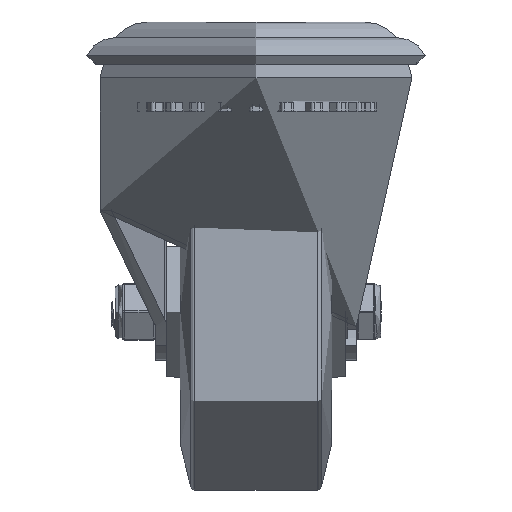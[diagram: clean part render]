
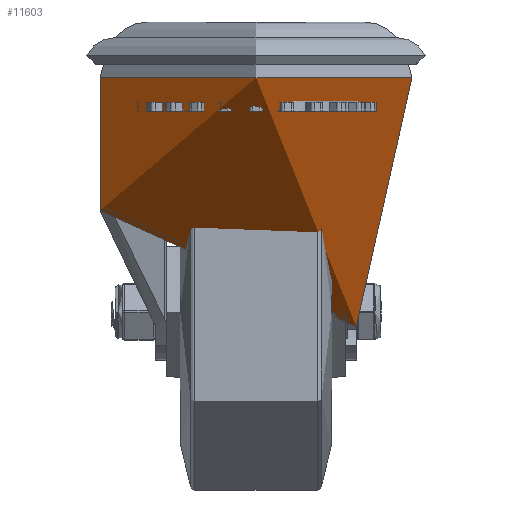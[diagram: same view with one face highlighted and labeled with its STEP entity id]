
A CAD part, left-side view. The second image highlights one B-rep face of the part: STEP entity #11603.
In plain terms, the highlighted cylindrical face has radius 35 mm (diameter 70 mm), a full revolution.
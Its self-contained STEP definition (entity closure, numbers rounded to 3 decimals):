
#199=B_SPLINE_CURVE_WITH_KNOTS('',3,(#18047,#18048,#18049,#18050,#18051,
#18052,#18053,#18054,#18055,#18056,#18057,#18058,#18059,#18060,#18061,#18062,
#18063,#18064,#18065,#18066,#18067,#18068,#18069,#18070,#18071,#18072,#18073,
#18074,#18075,#18076,#18077,#18078,#18079,#18080,#18081,#18082,#18083,#18084,
#18085,#18086,#18087,#18088,#18089,#18090),.UNSPECIFIED.,.F.,.F.,(4,2,2,
2,2,2,2,2,2,2,2,2,2,2,2,2,2,2,2,2,2,4),(6.422,7.254,
8.086,8.917,9.749,10.397,11.045,
11.693,12.341,12.989,13.637,14.285,
14.934,15.765,16.597,17.429,18.26,
19.198,20.136,21.074,22.011,22.093),
 .UNSPECIFIED.);
#200=B_SPLINE_CURVE_WITH_KNOTS('',3,(#18094,#18095,#18096,#18097,#18098,
#18099,#18100,#18101,#18102,#18103),.UNSPECIFIED.,.F.,.F.,(4,2,2,2,4),(-0.839,
-0.739,-0.639,-0.526,-0.413),
 .UNSPECIFIED.);
#201=B_SPLINE_CURVE_WITH_KNOTS('',3,(#18107,#18108,#18109,#18110,#18111,
#18112,#18113,#18114,#18115,#18116),.UNSPECIFIED.,.F.,.F.,(4,2,2,2,4),(-0.426,
-0.314,-0.201,-0.1,0.),
 .UNSPECIFIED.);
#202=B_SPLINE_CURVE_WITH_KNOTS('',3,(#18119,#18120,#18121,#18122,#18123,
#18124,#18125,#18126,#18127,#18128,#18129,#18130),.UNSPECIFIED.,.F.,.F.,
(4,2,2,2,2,4),(2.589,2.671,3.609,4.547,
5.485,6.422),.UNSPECIFIED.);
#867=CYLINDRICAL_SURFACE('',#12639,35.);
#1348=LINE('',#18045,#2352);
#1349=LINE('',#18092,#2353);
#1350=LINE('',#18118,#2354);
#2352=VECTOR('',#14611,35.);
#2353=VECTOR('',#14612,1000.);
#2354=VECTOR('',#14615,1000.);
#3251=FACE_OUTER_BOUND('',#3926,.T.);
#3926=EDGE_LOOP('',(#8925,#8926,#8927,#8928,#8929,#8930,#8931,#8932,#8933,
#8934));
#4653=CIRCLE('',#12623,35.);
#4665=CIRCLE('',#12640,35.);
#5350=VERTEX_POINT('',#18016);
#5359=VERTEX_POINT('',#18044);
#5360=VERTEX_POINT('',#18046);
#5361=VERTEX_POINT('',#18091);
#5362=VERTEX_POINT('',#18093);
#5363=VERTEX_POINT('',#18104);
#5364=VERTEX_POINT('',#18106);
#5365=VERTEX_POINT('',#18117);
#6645=EDGE_CURVE('',#5350,#5350,#4653,.T.);
#6659=EDGE_CURVE('',#5350,#5359,#1348,.T.);
#6660=EDGE_CURVE('',#5359,#5360,#199,.T.);
#6661=EDGE_CURVE('',#5360,#5361,#1349,.T.);
#6662=EDGE_CURVE('',#5362,#5361,#200,.F.);
#6663=EDGE_CURVE('',#5362,#5363,#4665,.T.);
#6664=EDGE_CURVE('',#5364,#5363,#201,.F.);
#6665=EDGE_CURVE('',#5364,#5365,#1350,.T.);
#6666=EDGE_CURVE('',#5365,#5359,#202,.T.);
#8925=ORIENTED_EDGE('',*,*,#6645,.F.);
#8926=ORIENTED_EDGE('',*,*,#6659,.T.);
#8927=ORIENTED_EDGE('',*,*,#6660,.T.);
#8928=ORIENTED_EDGE('',*,*,#6661,.T.);
#8929=ORIENTED_EDGE('',*,*,#6662,.F.);
#8930=ORIENTED_EDGE('',*,*,#6663,.T.);
#8931=ORIENTED_EDGE('',*,*,#6664,.F.);
#8932=ORIENTED_EDGE('',*,*,#6665,.T.);
#8933=ORIENTED_EDGE('',*,*,#6666,.T.);
#8934=ORIENTED_EDGE('',*,*,#6659,.F.);
#11603=ADVANCED_FACE('',(#3251),#867,.T.);
#12623=AXIS2_PLACEMENT_3D('',#18017,#14575,#14576);
#12639=AXIS2_PLACEMENT_3D('',#18043,#14609,#14610);
#12640=AXIS2_PLACEMENT_3D('',#18105,#14613,#14614);
#14575=DIRECTION('center_axis',(0.,0.,1.));
#14576=DIRECTION('ref_axis',(0.,-1.,0.));
#14609=DIRECTION('center_axis',(0.,0.,1.));
#14610=DIRECTION('ref_axis',(0.,-1.,0.));
#14611=DIRECTION('',(0.,0.,-1.));
#14612=DIRECTION('',(0.,0.,1.));
#14613=DIRECTION('center_axis',(0.,0.,1.));
#14614=DIRECTION('ref_axis',(0.,-1.,0.));
#14615=DIRECTION('',(0.,0.,-1.));
#18016=CARTESIAN_POINT('',(0.,35.,-3.009));
#18017=CARTESIAN_POINT('Origin',(0.,0.,-3.009));
#18043=CARTESIAN_POINT('Origin',(0.,0.,-66.511));
#18044=CARTESIAN_POINT('',(0.,35.,-32.843));
#18045=CARTESIAN_POINT('',(0.,35.,-66.511));
#18046=CARTESIAN_POINT('',(26.81,-22.5,-58.876));
#18047=CARTESIAN_POINT('Ctrl Pts',(0.,35.,-32.843));
#18048=CARTESIAN_POINT('Ctrl Pts',(-2.121,35.,-31.057));
#18049=CARTESIAN_POINT('Ctrl Pts',(-4.358,34.805,-29.231));
#18050=CARTESIAN_POINT('Ctrl Pts',(-8.903,33.928,-25.65));
#18051=CARTESIAN_POINT('Ctrl Pts',(-11.209,33.246,-23.894));
#18052=CARTESIAN_POINT('Ctrl Pts',(-15.716,31.368,-20.574));
#18053=CARTESIAN_POINT('Ctrl Pts',(-17.919,30.17,-19.007));
#18054=CARTESIAN_POINT('Ctrl Pts',(-22.053,27.295,-16.151));
#18055=CARTESIAN_POINT('Ctrl Pts',(-23.983,25.617,-14.862));
#18056=CARTESIAN_POINT('Ctrl Pts',(-27.044,22.306,-12.863));
#18057=CARTESIAN_POINT('Ctrl Pts',(-28.333,20.659,-12.039));
#18058=CARTESIAN_POINT('Ctrl Pts',(-30.643,17.046,-10.586));
#18059=CARTESIAN_POINT('Ctrl Pts',(-31.663,15.079,-9.957));
#18060=CARTESIAN_POINT('Ctrl Pts',(-33.319,10.946,-8.947));
#18061=CARTESIAN_POINT('Ctrl Pts',(-33.956,8.775,-8.564));
#18062=CARTESIAN_POINT('Ctrl Pts',(-34.796,4.382,-8.06));
#18063=CARTESIAN_POINT('Ctrl Pts',(-35.,2.16,-7.94));
#18064=CARTESIAN_POINT('Ctrl Pts',(-35.,-2.16,-7.94));
#18065=CARTESIAN_POINT('Ctrl Pts',(-34.796,-4.382,
-8.06));
#18066=CARTESIAN_POINT('Ctrl Pts',(-33.956,-8.775,
-8.564));
#18067=CARTESIAN_POINT('Ctrl Pts',(-33.319,-10.946,
-8.947));
#18068=CARTESIAN_POINT('Ctrl Pts',(-31.663,-15.079,-9.957));
#18069=CARTESIAN_POINT('Ctrl Pts',(-30.643,-17.046,
-10.586));
#18070=CARTESIAN_POINT('Ctrl Pts',(-28.333,-20.659,
-12.039));
#18071=CARTESIAN_POINT('Ctrl Pts',(-27.044,-22.306,
-12.863));
#18072=CARTESIAN_POINT('Ctrl Pts',(-23.983,-25.617,
-14.862));
#18073=CARTESIAN_POINT('Ctrl Pts',(-22.053,-27.295,-16.151));
#18074=CARTESIAN_POINT('Ctrl Pts',(-17.919,-30.17,-19.007));
#18075=CARTESIAN_POINT('Ctrl Pts',(-15.716,-31.368,-20.574));
#18076=CARTESIAN_POINT('Ctrl Pts',(-11.209,-33.246,
-23.894));
#18077=CARTESIAN_POINT('Ctrl Pts',(-8.903,-33.928,-25.65));
#18078=CARTESIAN_POINT('Ctrl Pts',(-4.358,-34.805,
-29.231));
#18079=CARTESIAN_POINT('Ctrl Pts',(-2.121,-35.,-31.057));
#18080=CARTESIAN_POINT('Ctrl Pts',(2.391,-35.,-34.856));
#18081=CARTESIAN_POINT('Ctrl Pts',(4.837,-34.752,-36.991));
#18082=CARTESIAN_POINT('Ctrl Pts',(9.67,-33.728,-41.371));
#18083=CARTESIAN_POINT('Ctrl Pts',(12.056,-32.953,-43.617));
#18084=CARTESIAN_POINT('Ctrl Pts',(16.624,-30.902,-48.075));
#18085=CARTESIAN_POINT('Ctrl Pts',(18.807,-29.625,-50.287));
#18086=CARTESIAN_POINT('Ctrl Pts',(22.853,-26.629,-54.522));
#18087=CARTESIAN_POINT('Ctrl Pts',(24.717,-24.909,-56.544));
#18088=CARTESIAN_POINT('Ctrl Pts',(26.52,-22.841,-58.552));
#18089=CARTESIAN_POINT('Ctrl Pts',(26.665,-22.672,-58.714));
#18090=CARTESIAN_POINT('Ctrl Pts',(26.81,-22.5,-58.876));
#18091=CARTESIAN_POINT('',(26.81,-22.5,-6.508));
#18092=CARTESIAN_POINT('',(26.81,-22.5,-35.259));
#18093=CARTESIAN_POINT('',(28.723,-20.,-4.008));
#18094=CARTESIAN_POINT('Ctrl Pts',(26.81,-22.5,-6.508));
#18095=CARTESIAN_POINT('Ctrl Pts',(26.81,-22.5,-6.173));
#18096=CARTESIAN_POINT('Ctrl Pts',(26.87,-22.429,-5.828));
#18097=CARTESIAN_POINT('Ctrl Pts',(27.087,-22.166,-5.215));
#18098=CARTESIAN_POINT('Ctrl Pts',(27.243,-21.974,-4.947));
#18099=CARTESIAN_POINT('Ctrl Pts',(27.591,-21.536,-4.509));
#18100=CARTESIAN_POINT('Ctrl Pts',(27.813,-21.251,-4.318));
#18101=CARTESIAN_POINT('Ctrl Pts',(28.271,-20.637,-4.068));
#18102=CARTESIAN_POINT('Ctrl Pts',(28.508,-20.308,-4.008));
#18103=CARTESIAN_POINT('Ctrl Pts',(28.723,-20.,-4.008));
#18104=CARTESIAN_POINT('',(28.723,20.,-4.008));
#18105=CARTESIAN_POINT('Origin',(0.,0.,-4.008));
#18106=CARTESIAN_POINT('',(26.81,22.5,-6.508));
#18107=CARTESIAN_POINT('Ctrl Pts',(28.723,20.,-4.008));
#18108=CARTESIAN_POINT('Ctrl Pts',(28.508,20.308,-4.008));
#18109=CARTESIAN_POINT('Ctrl Pts',(28.271,20.637,-4.068));
#18110=CARTESIAN_POINT('Ctrl Pts',(27.813,21.251,-4.318));
#18111=CARTESIAN_POINT('Ctrl Pts',(27.591,21.536,-4.509));
#18112=CARTESIAN_POINT('Ctrl Pts',(27.243,21.974,-4.947));
#18113=CARTESIAN_POINT('Ctrl Pts',(27.087,22.166,-5.215));
#18114=CARTESIAN_POINT('Ctrl Pts',(26.87,22.429,-5.828));
#18115=CARTESIAN_POINT('Ctrl Pts',(26.81,22.5,-6.173));
#18116=CARTESIAN_POINT('Ctrl Pts',(26.81,22.5,-6.508));
#18117=CARTESIAN_POINT('',(26.81,22.5,-58.876));
#18118=CARTESIAN_POINT('',(26.81,22.5,-35.259));
#18119=CARTESIAN_POINT('Ctrl Pts',(26.81,22.5,-58.876));
#18120=CARTESIAN_POINT('Ctrl Pts',(26.665,22.672,-58.714));
#18121=CARTESIAN_POINT('Ctrl Pts',(26.52,22.841,-58.552));
#18122=CARTESIAN_POINT('Ctrl Pts',(24.717,24.909,-56.544));
#18123=CARTESIAN_POINT('Ctrl Pts',(22.853,26.629,-54.522));
#18124=CARTESIAN_POINT('Ctrl Pts',(18.807,29.625,-50.287));
#18125=CARTESIAN_POINT('Ctrl Pts',(16.624,30.902,-48.075));
#18126=CARTESIAN_POINT('Ctrl Pts',(12.056,32.953,-43.617));
#18127=CARTESIAN_POINT('Ctrl Pts',(9.67,33.728,-41.371));
#18128=CARTESIAN_POINT('Ctrl Pts',(4.837,34.752,-36.991));
#18129=CARTESIAN_POINT('Ctrl Pts',(2.391,35.,-34.856));
#18130=CARTESIAN_POINT('Ctrl Pts',(0.,35.,-32.843));
